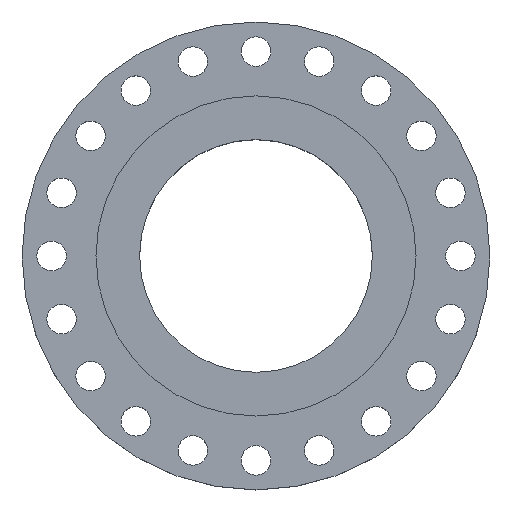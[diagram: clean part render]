
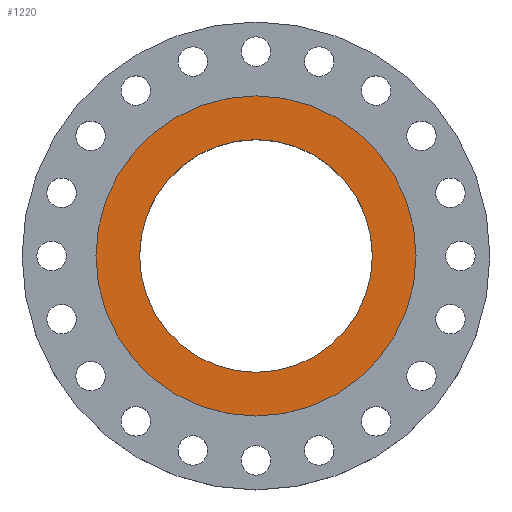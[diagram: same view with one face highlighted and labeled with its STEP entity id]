
A CAD part, top view. The second image highlights one B-rep face of the part: STEP entity #1220.
In plain terms, the highlighted planar face has unit normal (0, 0, 1).
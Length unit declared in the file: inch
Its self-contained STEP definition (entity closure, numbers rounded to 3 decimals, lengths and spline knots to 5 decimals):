
#46 = DIRECTION ( 'NONE',  ( 1., 0., 0. ) ) ;
#58 = CIRCLE ( 'NONE', #1016, 8.125 ) ;
#75 = FACE_BOUND ( 'NONE', #709, .T. ) ;
#162 = AXIS2_PLACEMENT_3D ( 'NONE', #1341, #1171, #46 ) ;
#170 = CARTESIAN_POINT ( 'NONE',  ( 8.125, 0., 0. ) ) ;
#248 = CARTESIAN_POINT ( 'NONE',  ( 0., 5.90625, 0. ) ) ;
#284 = VERTEX_POINT ( 'NONE', #170 ) ;
#300 = EDGE_LOOP ( 'NONE', ( #820, #1490 ) ) ;
#310 = CARTESIAN_POINT ( 'NONE',  ( -5.90625, 0., 0. ) ) ;
#357 = AXIS2_PLACEMENT_3D ( 'NONE', #1102, #1753, #1763 ) ;
#368 = CARTESIAN_POINT ( 'NONE',  ( -8.125, 0., 0. ) ) ;
#417 = CIRCLE ( 'NONE', #2068, 8.125 ) ;
#425 = CIRCLE ( 'NONE', #357, 5.90625 ) ;
#437 = VERTEX_POINT ( 'NONE', #368 ) ;
#438 = EDGE_CURVE ( 'NONE', #284, #437, #417, .T. ) ;
#454 = AXIS2_PLACEMENT_3D ( 'NONE', #248, #1536, #561 ) ;
#540 = VERTEX_POINT ( 'NONE', #591 ) ;
#561 = DIRECTION ( 'NONE',  ( -1., 0., 0. ) ) ;
#591 = CARTESIAN_POINT ( 'NONE',  ( 5.90625, 0., 0. ) ) ;
#595 = EDGE_CURVE ( 'NONE', #437, #284, #58, .T. ) ;
#678 = DIRECTION ( 'NONE',  ( 1., 0., 0. ) ) ;
#709 = EDGE_LOOP ( 'NONE', ( #873, #710 ) ) ;
#710 = ORIENTED_EDGE ( 'NONE', *, *, #921, .F. ) ;
#820 = ORIENTED_EDGE ( 'NONE', *, *, #438, .T. ) ;
#873 = ORIENTED_EDGE ( 'NONE', *, *, #1406, .F. ) ;
#921 = EDGE_CURVE ( 'NONE', #1944, #540, #1678, .T. ) ;
#1016 = AXIS2_PLACEMENT_3D ( 'NONE', #1228, #1547, #1858 ) ;
#1068 = PLANE ( 'NONE',  #454 ) ;
#1102 = CARTESIAN_POINT ( 'NONE',  ( 0., 0., 0. ) ) ;
#1171 = DIRECTION ( 'NONE',  ( 0., 0., 1. ) ) ;
#1220 = ADVANCED_FACE ( 'NONE', ( #75, #1398 ), #1068, .F. ) ;
#1228 = CARTESIAN_POINT ( 'NONE',  ( 0., 0., 0. ) ) ;
#1341 = CARTESIAN_POINT ( 'NONE',  ( 0., 0., 0. ) ) ;
#1398 = FACE_OUTER_BOUND ( 'NONE', #300, .T. ) ;
#1406 = EDGE_CURVE ( 'NONE', #540, #1944, #425, .T. ) ;
#1490 = ORIENTED_EDGE ( 'NONE', *, *, #595, .T. ) ;
#1536 = DIRECTION ( 'NONE',  ( 0., 0., -1. ) ) ;
#1547 = DIRECTION ( 'NONE',  ( 0., 0., 1. ) ) ;
#1635 = CARTESIAN_POINT ( 'NONE',  ( 0., 0., 0. ) ) ;
#1678 = CIRCLE ( 'NONE', #162, 5.90625 ) ;
#1753 = DIRECTION ( 'NONE',  ( 0., 0., 1. ) ) ;
#1763 = DIRECTION ( 'NONE',  ( 1., 0., 0. ) ) ;
#1858 = DIRECTION ( 'NONE',  ( 1., 0., 0. ) ) ;
#1944 = VERTEX_POINT ( 'NONE', #310 ) ;
#1975 = DIRECTION ( 'NONE',  ( 0., 0., 1. ) ) ;
#2068 = AXIS2_PLACEMENT_3D ( 'NONE', #1635, #1975, #678 ) ;
